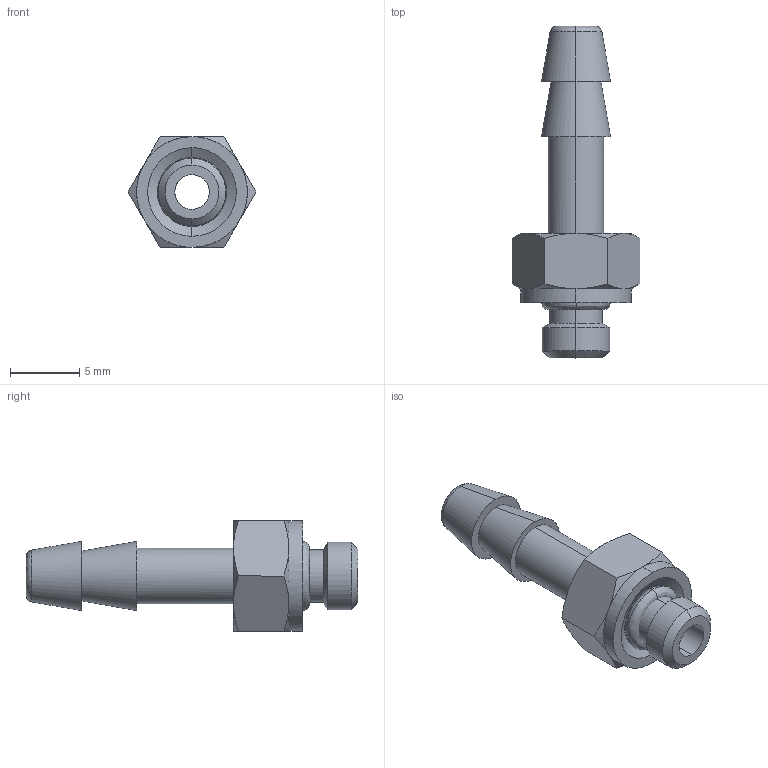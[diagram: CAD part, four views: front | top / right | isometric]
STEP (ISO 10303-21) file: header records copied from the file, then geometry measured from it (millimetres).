
FILE_DESCRIPTION (( 'STEP AP214' ), '1' );
FILE_NAME ('DRF.SPM5-45_OR.STEP', '2018-09-06T09:25:29', ( '' ), ( '' ), 'SwSTEP 2.0', 'SolidWorks 2018', '' );
FILE_SCHEMA (( 'AUTOMOTIVE_DESIGN' ));
Length unit declared in the file: millimetre
Products named in the file (1): DRF.SPM5-45_OR
Bounding box: 9.24 x 24 x 8 mm (x, y, z)
Volume: 422.3 mm3; surface area: 739.8 mm2
Topology: 2 solids, 2 shells, 55 faces, 114 edges, 66 vertices
Faces by surface type: bspline 55
Entity records: 2306 total; most frequent: CARTESIAN_POINT 1576, ORIENTED_EDGE 228, EDGE_CURVE 114, B_SPLINE_CURVE_WITH_KNOTS 76, VERTEX_POINT 66, EDGE_LOOP 62, FACE_OUTER_BOUND 55, ADVANCED_FACE 55
